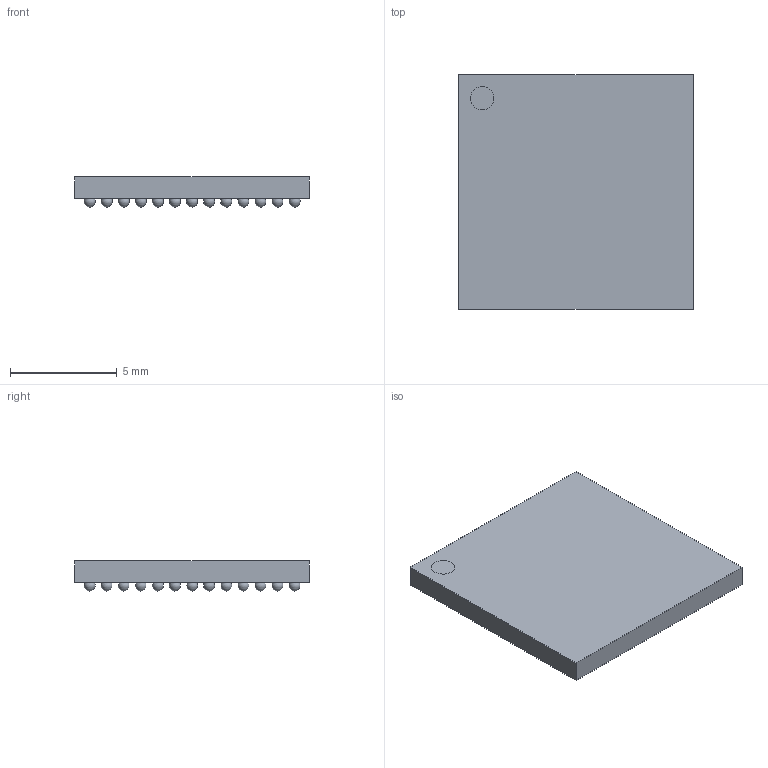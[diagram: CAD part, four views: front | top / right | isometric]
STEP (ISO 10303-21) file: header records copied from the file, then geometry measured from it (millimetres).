
FILE_DESCRIPTION(/* description */ ('model of BGA-169_11.0x11.0mm_Layout13x13_P0.8mm_Ball0.5mm_Pad0.4mm_NSMD'),/* implementation_level */ '2;1');
FILE_NAME(/* name */ 'BGA-169_11.0x11.0mm_Layout13x13_P0.8mm_Ball0.5mm_Pad0.4mm_NSMD.step',/* time_stamp */ '1970-01-01T00:00:00',/* author */ ('KiCAD','kicad'),/* organization */ ('OCCT'),/* preprocessor_version */ '',/* originating_system */ 'KiCAD',/* authorisation */ '');
FILE_SCHEMA(('AUTOMOTIVE_DESIGN { 1 0 10303 214 1 1 1 1 }'));
Length unit declared in the file: millimetre
Products named in the file (1): BGA-169_11.0x11.0mm_Layout13x13_P0.8mm_Ball0.5mm_Pad0.4mm_NSMD
Bounding box: 11 x 11 x 1.41 mm (x, y, z)
Volume: 132.3 mm3; surface area: 376.3 mm2
Topology: 1 solids, 1 shells, 177 faces, 522 edges, 348 vertices
Faces by surface type: sphere 169, plane 7, cylinder 1
Full cylindrical faces by diameter (mm): 1.1 x1
Entity records: 4236 total; most frequent: CARTESIAN_POINT 689, ORIENTED_EDGE 530, AXIS2_PLACEMENT_3D 517, EDGE_CURVE 353, VERTEX_POINT 348, FACE_BOUND 347, EDGE_LOOP 347, CIRCLE 340
